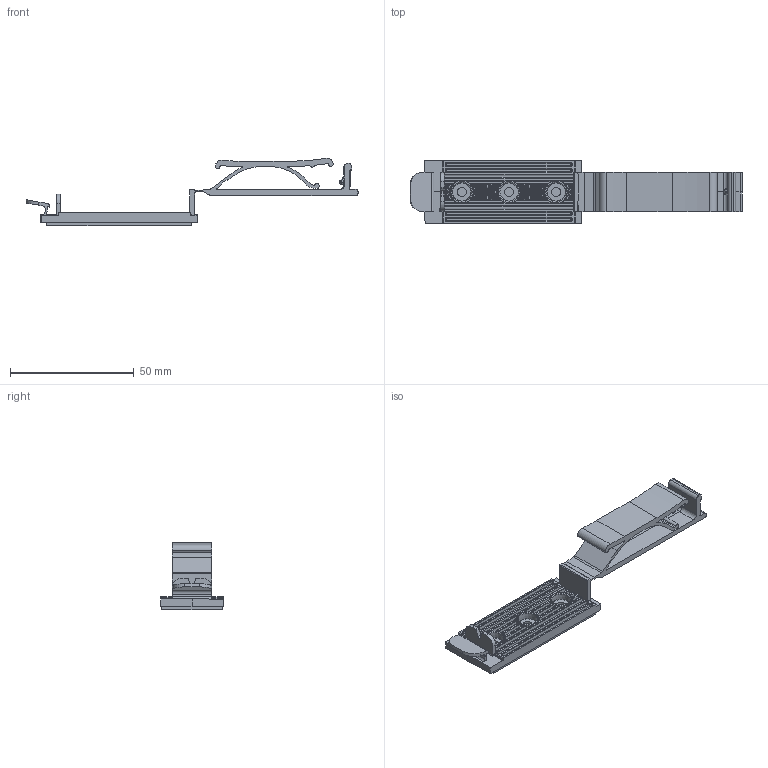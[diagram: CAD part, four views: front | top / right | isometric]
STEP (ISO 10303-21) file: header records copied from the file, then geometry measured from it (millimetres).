
FILE_DESCRIPTION(/* description */ (''),/* implementation_level */ '2;1');
FILE_NAME(/* name */ 'PANDUIT_FCH2_S6.stp',/* time_stamp */ '2014-04-22T10:06:07-05:00',/* author */ (''),/* organization */ (''),/* preprocessor_version */ 'ST-DEVELOPER v11',/* originating_system */ 'SIEMENS PLM Software NX 7.5',/* authorisation */ '');
FILE_SCHEMA (('CONFIG_CONTROL_DESIGN'));
Length unit declared in the file: inch
Products named in the file (1): bwg8D43ft2t
Bounding box: 134.02 x 25.4 x 27.23 mm (x, y, z)
Volume: 12187.5 mm3; surface area: 13288.3 mm2
Topology: 1 solids, 1 shells, 410 faces, 1123 edges, 728 vertices
Faces by surface type: plane 163, cylinder 159, cone 42, torus 40, bspline 4, sphere 2
Entity records: 14519 total; most frequent: CARTESIAN_POINT 4055, ORIENTED_EDGE 2206, DIRECTION 2185, EDGE_CURVE 1103, AXIS2_PLACEMENT_3D 822, VERTEX_POINT 722, LINE 541, VECTOR 541
